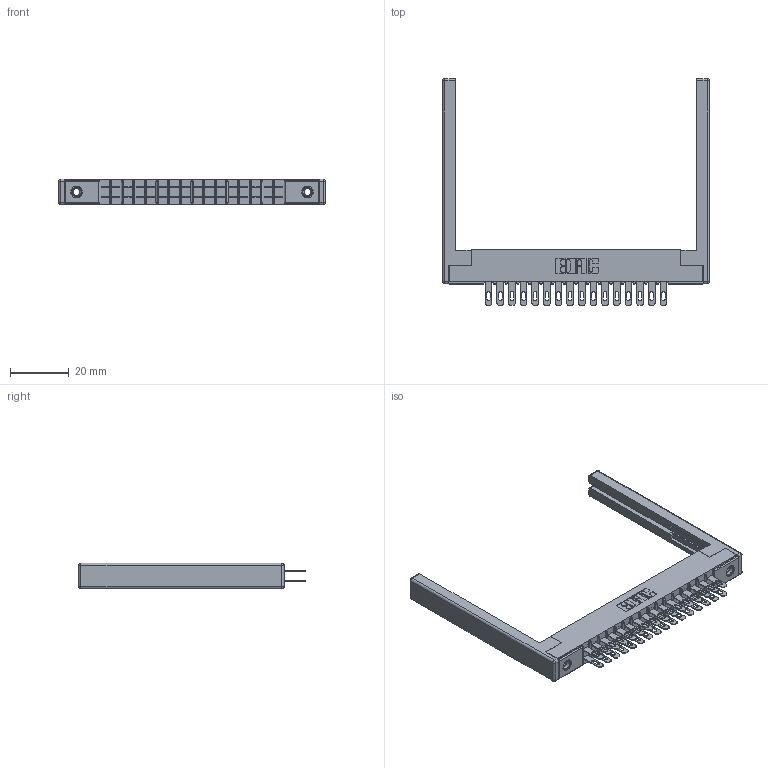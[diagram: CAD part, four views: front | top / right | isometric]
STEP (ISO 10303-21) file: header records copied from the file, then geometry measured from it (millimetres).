
FILE_DESCRIPTION (( 'STEP AP203' ), '1' );
FILE_NAME ('355-032-500-568.STEP', '2019-09-11T07:42:51', ( '' ), ( '' ), 'SwSTEP 2.0', 'SolidWorks 2016', '' );
FILE_SCHEMA (( 'CONFIG_CONTROL_DESIGN' ));
Length unit declared in the file: inch
Products named in the file (5): 345-250-001_345-250-001-102; 305-290-001_500; 307-220-068; 305 Part_.156 Dia; 355-032-500-568
Assembly tree (37 placements, depth 2):
  355-032-500-568
    305 Part_.156 Dia
    305-290-001_500  x32
    345-250-001_345-250-001-102  x2
    307-220-068  x2
Bounding box: 90.83 x 77.14 x 8.71 mm (x, y, z)
Volume: 10151.2 mm3; surface area: 15284.2 mm2
Topology: 37 solids, 37 shells, 1870 faces, 5298 edges, 3424 vertices
Faces by surface type: plane 1052, cylinder 730, sphere 72, cone 12, torus 4
Entity records: 23270 total; most frequent: CARTESIAN_POINT 3823, ORIENTED_EDGE 3782, DIRECTION 3741, EDGE_CURVE 1891, VECTOR 1489, LINE 1489, VERTEX_POINT 1208, AXIS2_PLACEMENT_3D 1126
